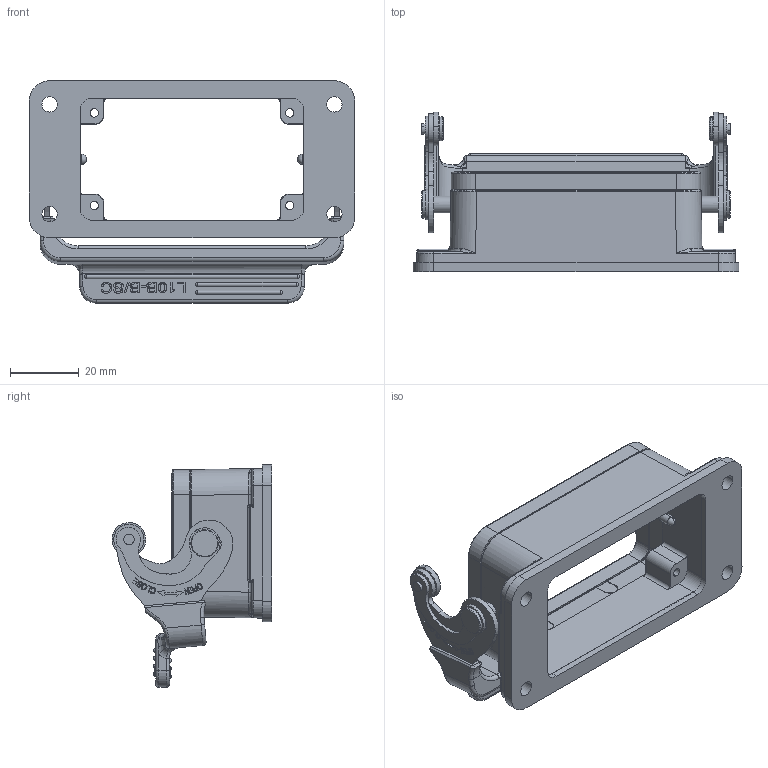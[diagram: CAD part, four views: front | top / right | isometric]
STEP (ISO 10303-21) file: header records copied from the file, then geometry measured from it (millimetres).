
FILE_DESCRIPTION((''),'2;1');
FILE_NAME('PRT0360','2017-09-25T',('dm.li'),(''),'PRO/ENGINEER BY PARAMETRIC TECHNOLOGY CORPORATION, 2012480','PRO/ENGINEER BY PARAMETRIC TECHNOLOGY CORPORATION, 2012480','');
FILE_SCHEMA(('AUTOMOTIVE_DESIGN { 1 0 10303 214 1 1 1 1 }'));
Products named in the file (1): PRT0360
Bounding box: 95 x 46.57 x 64.86 mm (x, y, z)
Volume: 42468.4 mm3; surface area: 29374 mm2
Topology: 1 solids, 15 shells, 1253 faces, 3324 edges, 2151 vertices
Faces by surface type: plane 492, extrusion 296, cylinder 283, bspline 76, torus 50, cone 36, sphere 20
Entity records: 48207 total; most frequent: CARTESIAN_POINT 15308, ORIENTED_EDGE 6596, DIRECTION 5157, EDGE_CURVE 3298, VERTEX_POINT 2151, VECTOR 2003, LINE 1707, AXIS2_PLACEMENT_3D 1577
